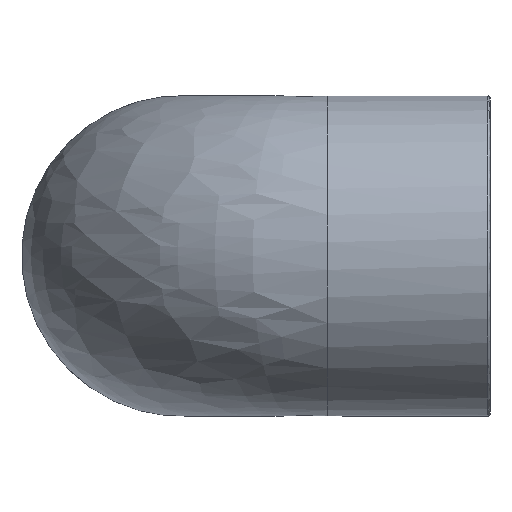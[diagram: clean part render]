
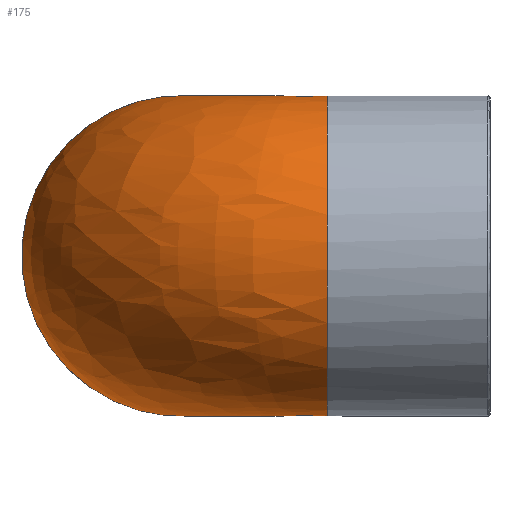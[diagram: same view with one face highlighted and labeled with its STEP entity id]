
A CAD part, left-side view. The second image highlights one B-rep face of the part: STEP entity #175.
In plain terms, the highlighted free-form (B-spline) face has degree [2, 2] with [9, 3] control points.
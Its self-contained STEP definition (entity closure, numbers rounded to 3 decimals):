
#41=CIRCLE('',#195,37.5);
#42=CIRCLE('',#196,37.5);
#55=(
BOUNDED_SURFACE()
B_SPLINE_SURFACE(2,2,((#325,#326,#327),(#328,#329,#330),(#331,#332,#333),
(#334,#335,#336),(#337,#338,#339),(#340,#341,#342),(#343,#344,#345),(#346,
#347,#348),(#349,#350,#351)),.UNSPECIFIED.,.F.,.F.,.F.)
B_SPLINE_SURFACE_WITH_KNOTS((3,2,2,2,3),(3,3),(-2.68,-1.34,
0.,1.34,2.68),(0.,1.571),
 .UNSPECIFIED.)
GEOMETRIC_REPRESENTATION_ITEM()
RATIONAL_B_SPLINE_SURFACE(((1.,0.707,1.),(0.784,
0.554,0.784),(1.,0.707,1.),(0.784,
0.554,0.784),(1.,0.707,1.),(0.784,
0.554,0.784),(1.,0.707,1.),(0.784,
0.554,0.784),(1.,0.707,1.)))
REPRESENTATION_ITEM('')
SURFACE()
);
#57=FACE_OUTER_BOUND('',#72,.T.);
#72=EDGE_LOOP('',(#141,#142,#143,#144));
#99=ELLIPSE('',#191,0.528,0.5);
#101=ELLIPSE('',#193,0.528,0.5);
#103=VERTEX_POINT('',#317);
#104=VERTEX_POINT('',#318);
#105=VERTEX_POINT('',#320);
#106=VERTEX_POINT('',#322);
#119=EDGE_CURVE('',#103,#104,#99,.T.);
#121=EDGE_CURVE('',#106,#105,#101,.T.);
#123=EDGE_CURVE('',#105,#103,#41,.T.);
#124=EDGE_CURVE('',#106,#104,#42,.T.);
#141=ORIENTED_EDGE('',*,*,#121,.T.);
#142=ORIENTED_EDGE('',*,*,#123,.T.);
#143=ORIENTED_EDGE('',*,*,#119,.T.);
#144=ORIENTED_EDGE('',*,*,#124,.F.);
#175=ADVANCED_FACE('',(#57),#55,.F.);
#191=AXIS2_PLACEMENT_3D('',#319,#224,#225);
#193=AXIS2_PLACEMENT_3D('',#323,#228,#229);
#195=AXIS2_PLACEMENT_3D('',#352,#232,#233);
#196=AXIS2_PLACEMENT_3D('',#353,#234,#235);
#224=DIRECTION('center_axis',(0.202,-0.202,-0.958));
#225=DIRECTION('ref_axis',(-0.678,0.678,-0.286));
#228=DIRECTION('center_axis',(0.202,-0.202,0.958));
#229=DIRECTION('ref_axis',(0.678,-0.678,-0.286));
#232=DIRECTION('center_axis',(0.,1.,0.));
#233=DIRECTION('ref_axis',(-1.,0.,0.));
#234=DIRECTION('center_axis',(1.,0.,0.));
#235=DIRECTION('ref_axis',(0.,1.,0.));
#317=CARTESIAN_POINT('',(33.553,38.,16.747));
#318=CARTESIAN_POINT('',(34.,38.447,16.747));
#319=CARTESIAN_POINT('Origin',(34.053,37.947,16.864));
#320=CARTESIAN_POINT('',(33.553,38.,-16.747));
#322=CARTESIAN_POINT('',(34.,38.447,-16.747));
#323=CARTESIAN_POINT('Origin',(34.053,37.947,-16.864));
#325=CARTESIAN_POINT('Ctrl Pts',(33.574,38.,16.704));
#326=CARTESIAN_POINT('Ctrl Pts',(33.574,38.426,16.704));
#327=CARTESIAN_POINT('Ctrl Pts',(34.,38.426,16.704));
#328=CARTESIAN_POINT('Ctrl Pts',(20.341,38.,43.302));
#329=CARTESIAN_POINT('Ctrl Pts',(20.341,51.659,43.302));
#330=CARTESIAN_POINT('Ctrl Pts',(34.,51.659,43.302));
#331=CARTESIAN_POINT('Ctrl Pts',(-8.579,38.,36.505));
#332=CARTESIAN_POINT('Ctrl Pts',(-8.579,80.579,36.505));
#333=CARTESIAN_POINT('Ctrl Pts',(34.,80.579,36.505));
#334=CARTESIAN_POINT('Ctrl Pts',(-37.5,38.,29.709));
#335=CARTESIAN_POINT('Ctrl Pts',(-37.5,109.5,29.709));
#336=CARTESIAN_POINT('Ctrl Pts',(34.,109.5,29.709));
#337=CARTESIAN_POINT('Ctrl Pts',(-37.5,38.,0.));
#338=CARTESIAN_POINT('Ctrl Pts',(-37.5,109.5,0.));
#339=CARTESIAN_POINT('Ctrl Pts',(34.,109.5,0.));
#340=CARTESIAN_POINT('Ctrl Pts',(-37.5,38.,-29.709));
#341=CARTESIAN_POINT('Ctrl Pts',(-37.5,109.5,-29.709));
#342=CARTESIAN_POINT('Ctrl Pts',(34.,109.5,-29.709));
#343=CARTESIAN_POINT('Ctrl Pts',(-8.579,38.,-36.505));
#344=CARTESIAN_POINT('Ctrl Pts',(-8.579,80.579,-36.505));
#345=CARTESIAN_POINT('Ctrl Pts',(34.,80.579,-36.505));
#346=CARTESIAN_POINT('Ctrl Pts',(20.341,38.,-43.302));
#347=CARTESIAN_POINT('Ctrl Pts',(20.341,51.659,-43.302));
#348=CARTESIAN_POINT('Ctrl Pts',(34.,51.659,-43.302));
#349=CARTESIAN_POINT('Ctrl Pts',(33.574,38.,-16.704));
#350=CARTESIAN_POINT('Ctrl Pts',(33.574,38.426,-16.704));
#351=CARTESIAN_POINT('Ctrl Pts',(34.,38.426,-16.704));
#352=CARTESIAN_POINT('Origin',(0.,38.,0.));
#353=CARTESIAN_POINT('Origin',(34.,72.,0.));
